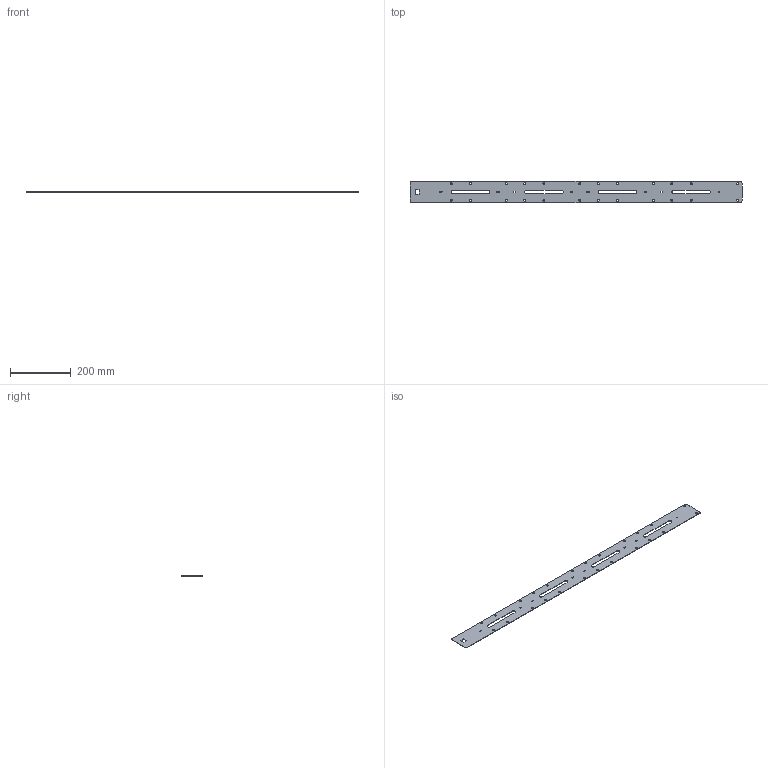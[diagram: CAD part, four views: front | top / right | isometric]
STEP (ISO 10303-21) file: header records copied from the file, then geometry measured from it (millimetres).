
FILE_DESCRIPTION(('Open CASCADE Model'),'2;1');
FILE_NAME('Open CASCADE Shape Model','2025-10-24T17:46:10',( 'OCCT'),('OCCT'), 'Open CASCADE STEP processor 7.6','OCCT 2025.1','Unknown');
FILE_SCHEMA(('AUTOMOTIVE_DESIGN { 1 0 10303 214 1 1 1 1 }'));
Length unit declared in the file: millimetre
Products named in the file (1): Open CASCADE STEP translator 7.6 1
Bounding box: 1092.2 x 70.68 x 1.6 mm (x, y, z)
Volume: 111478.9 mm3; surface area: 145877.5 mm2
Topology: 1 solids, 1 shells, 127 faces, 375 edges, 250 vertices
Faces by surface type: cylinder 87, plane 40
Entity records: 9638 total; most frequent: CARTESIAN_POINT 2067, DIRECTION 1461, LINE 777, VECTOR 777, ORIENTED_EDGE 750, PCURVE 750, DEFINITIONAL_REPRESENTATION 750, EDGE_CURVE 375
